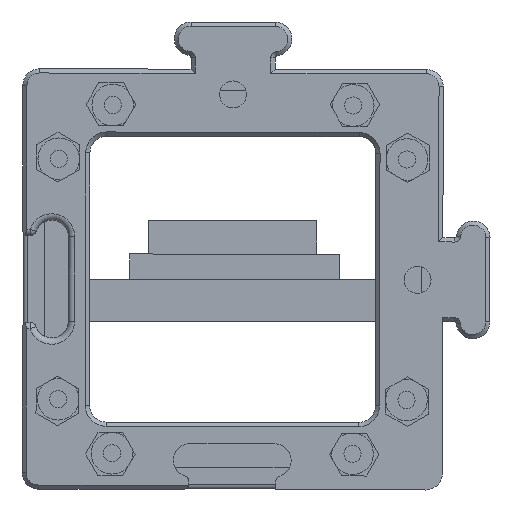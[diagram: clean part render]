
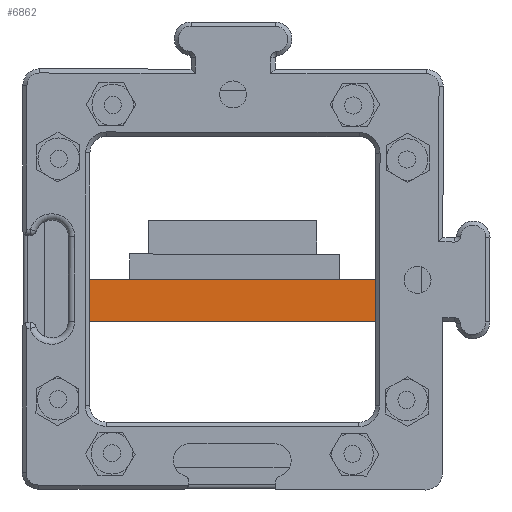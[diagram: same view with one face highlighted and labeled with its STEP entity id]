
A CAD part, front view. The second image highlights one B-rep face of the part: STEP entity #6862.
In plain terms, the highlighted planar face has unit normal (0, -1, 0).
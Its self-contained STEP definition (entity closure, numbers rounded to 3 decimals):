
#397=PLANE('',#7617);
#1024=FACE_OUTER_BOUND('',#1474,.T.);
#1474=EDGE_LOOP('',(#6326,#6327,#6328,#6329));
#2119=LINE('',#11458,#2820);
#2130=LINE('',#11480,#2831);
#2178=LINE('',#11583,#2879);
#2179=LINE('',#11584,#2880);
#2820=VECTOR('',#9505,10.);
#2831=VECTOR('',#9522,10.);
#2879=VECTOR('',#9612,10.);
#2880=VECTOR('',#9613,10.);
#3465=VERTEX_POINT('',#11455);
#3466=VERTEX_POINT('',#11457);
#3473=VERTEX_POINT('',#11476);
#3474=VERTEX_POINT('',#11478);
#4399=EDGE_CURVE('',#3466,#3465,#2119,.T.);
#4410=EDGE_CURVE('',#3474,#3473,#2130,.T.);
#4460=EDGE_CURVE('',#3466,#3474,#2178,.T.);
#4461=EDGE_CURVE('',#3465,#3473,#2179,.T.);
#6326=ORIENTED_EDGE('',*,*,#4460,.F.);
#6327=ORIENTED_EDGE('',*,*,#4399,.T.);
#6328=ORIENTED_EDGE('',*,*,#4461,.T.);
#6329=ORIENTED_EDGE('',*,*,#4410,.F.);
#6862=ADVANCED_FACE('',(#1024),#397,.T.);
#7617=AXIS2_PLACEMENT_3D('',#11582,#9610,#9611);
#9505=DIRECTION('',(0.,0.,1.));
#9522=DIRECTION('',(0.,0.,1.));
#9610=DIRECTION('center_axis',(0.,-1.,0.));
#9611=DIRECTION('ref_axis',(1.,0.,0.));
#9612=DIRECTION('',(-1.,0.,0.));
#9613=DIRECTION('',(-1.,0.,0.));
#11455=CARTESIAN_POINT('',(17.001,-24.9,5.));
#11457=CARTESIAN_POINT('',(17.001,-24.9,0.));
#11458=CARTESIAN_POINT('',(17.001,-24.9,0.));
#11476=CARTESIAN_POINT('',(-17.001,-24.9,5.));
#11478=CARTESIAN_POINT('',(-17.001,-24.9,0.));
#11480=CARTESIAN_POINT('',(-17.001,-24.9,0.));
#11582=CARTESIAN_POINT('Origin',(-16.801,-24.9,0.));
#11583=CARTESIAN_POINT('',(16.801,-24.9,0.));
#11584=CARTESIAN_POINT('',(-8.5,-24.9,5.));
